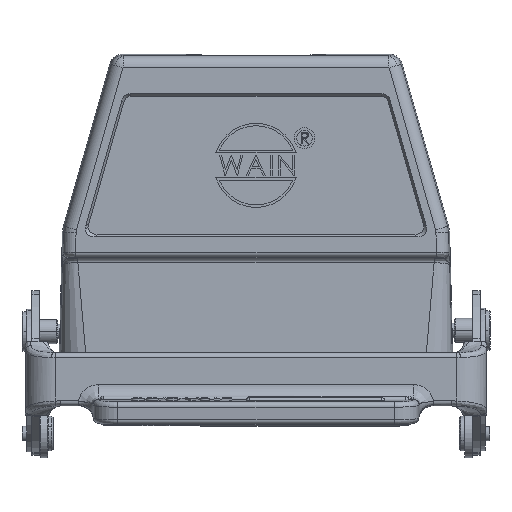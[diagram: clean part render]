
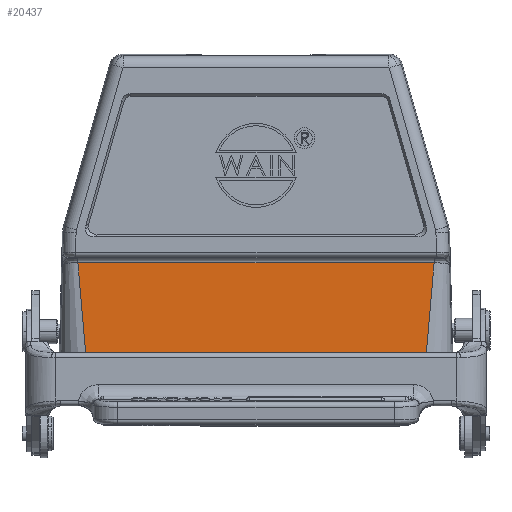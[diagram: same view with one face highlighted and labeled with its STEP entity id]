
A CAD part, top view. The second image highlights one B-rep face of the part: STEP entity #20437.
In plain terms, the highlighted planar face has unit normal (0, 0, 1).
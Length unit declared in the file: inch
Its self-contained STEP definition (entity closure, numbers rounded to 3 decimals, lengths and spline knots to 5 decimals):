
#1162=DIRECTION('',(1.,0.,0.));
#1163=VECTOR('',#1162,2.68663);
#1164=CARTESIAN_POINT('',(-1.34332,0.11811,
0.58071));
#1165=LINE('',#1164,#1163);
#1540=DIRECTION('',(-0.086,0.996,0.));
#1541=VECTOR('',#1540,0.87955);
#1542=CARTESIAN_POINT('',(-1.34332,0.11811,
0.58071));
#1543=LINE('',#1542,#1541);
#1544=DIRECTION('',(-0.086,-0.996,0.));
#1545=VECTOR('',#1544,0.87955);
#1546=CARTESIAN_POINT('',(1.41887,0.99441,
0.58071));
#1547=LINE('',#1546,#1545);
#1563=CARTESIAN_POINT('',(-1.34332,0.11811,
0.58071));
#1597=DIRECTION('',(-1.,0.,0.));
#1598=VECTOR('',#1597,2.83775);
#1599=CARTESIAN_POINT('',(1.41887,0.99441,
0.58071));
#1600=LINE('',#1599,#1598);
#17500=VERTEX_POINT('',#1563);
#17501=CARTESIAN_POINT('',(1.34332,0.11811,
0.58071));
#17502=VERTEX_POINT('',#17501);
#17926=CARTESIAN_POINT('',(-1.41887,0.99441,
0.58071));
#17928=VERTEX_POINT('',#17926);
#17932=CARTESIAN_POINT('',(1.41887,0.99441,
0.58071));
#17933=VERTEX_POINT('',#17932);
#20424=CARTESIAN_POINT('',(0.,0.55626,
0.58071));
#20425=DIRECTION('',(0.,0.,1.));
#20426=DIRECTION('',(1.,0.,0.));
#20427=AXIS2_PLACEMENT_3D('',#20424,#20425,#20426);
#20428=PLANE('',#20427);
#20430=ORIENTED_EDGE('',*,*,#20429,.T.);
#20432=ORIENTED_EDGE('',*,*,#20431,.F.);
#20433=ORIENTED_EDGE('',*,*,#20412,.T.);
#20434=ORIENTED_EDGE('',*,*,#19936,.F.);
#20435=EDGE_LOOP('',(#20430,#20432,#20433,#20434));
#20436=FACE_OUTER_BOUND('',#20435,.F.);
#20437=ADVANCED_FACE('',(#20436),#20428,.T.);
#19936=EDGE_CURVE('',#17500,#17502,#1165,.T.);
#20412=EDGE_CURVE('',#17933,#17502,#1547,.T.);
#20429=EDGE_CURVE('',#17500,#17928,#1543,.T.);
#20431=EDGE_CURVE('',#17933,#17928,#1600,.T.);
